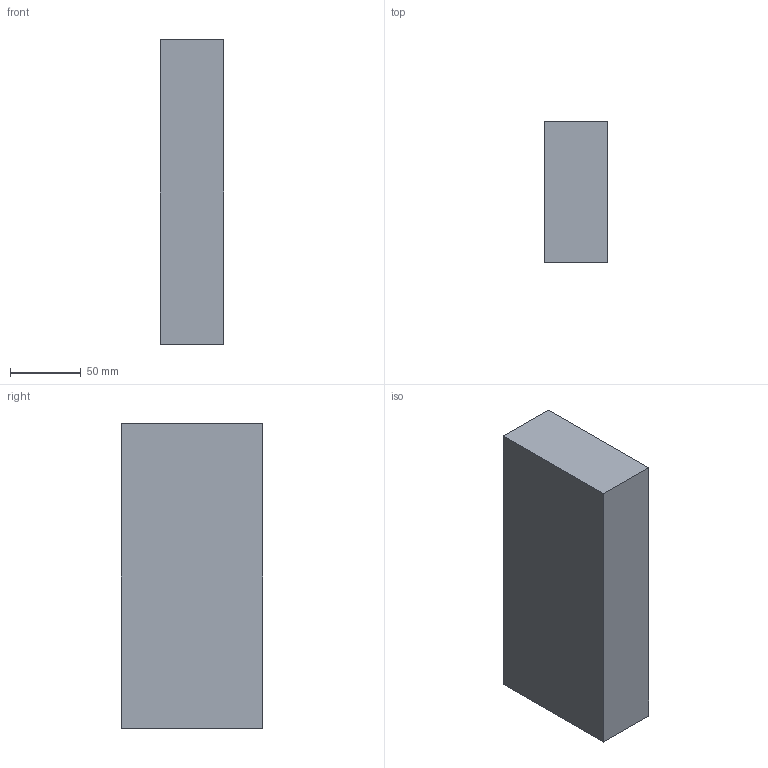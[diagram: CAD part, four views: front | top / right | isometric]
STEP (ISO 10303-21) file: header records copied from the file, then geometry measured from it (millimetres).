
FILE_DESCRIPTION(/* description */ (''),/* implementation_level */ '2;1');
FILE_NAME(/* name */ 'Lightsaber Jungle Speed Totem Super Mold v11.step',/* time_stamp */ '2024-04-26T02:21:45+03:00',/* author */ (''),/* organization */ (''),/* preprocessor_version */ 'ST-DEVELOPER v20',/* originating_system */ 'Autodesk Translation Framework v12.20.1.177',/* authorisation */ '');
FILE_SCHEMA (('AUTOMOTIVE_DESIGN { 1 0 10303 214 3 1 1 }'));
Length unit declared in the file: millimetre
Products named in the file (2): Lightsaber Jungle Speed Totem; Full Positive Mold
Assembly tree (1 placements, depth 2):
  Lightsaber Jungle Speed Totem
    Full Positive Mold
Bounding box: 45 x 100 x 215 mm (x, y, z)
Volume: 416670.2 mm3; surface area: 101066.5 mm2
Topology: 1 solids, 1 shells, 320 faces, 919 edges, 594 vertices
Faces by surface type: plane 199, bspline 54, cylinder 42, sphere 18, cone 7
Full cylindrical faces by diameter (mm): 8 x2, 8.5 x2
Entity records: 11738 total; most frequent: CARTESIAN_POINT 3820, ORIENTED_EDGE 1774, DIRECTION 1476, EDGE_CURVE 887, VERTEX_POINT 594, LINE 548, VECTOR 548, AXIS2_PLACEMENT_3D 464
